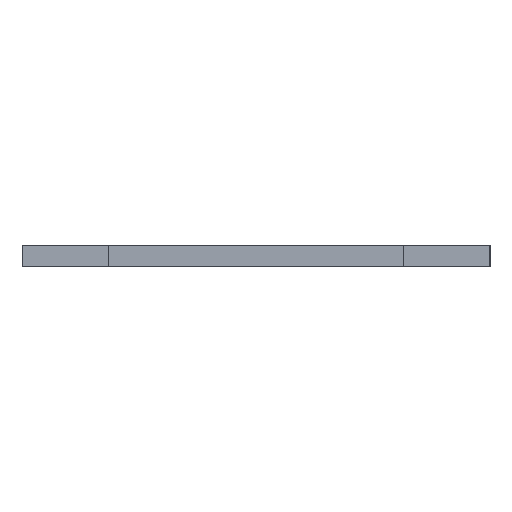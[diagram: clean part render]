
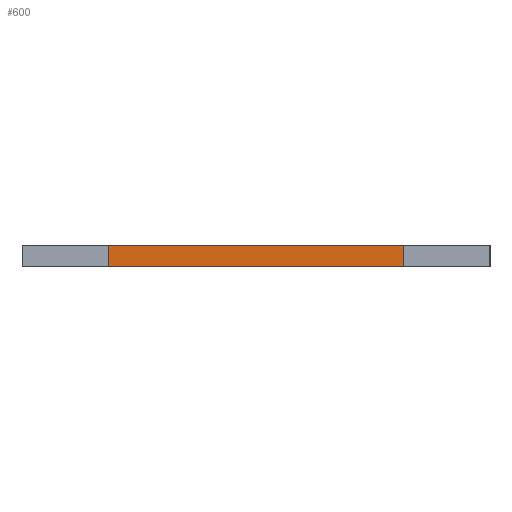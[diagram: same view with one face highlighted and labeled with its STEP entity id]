
A CAD part, front view. The second image highlights one B-rep face of the part: STEP entity #600.
In plain terms, the highlighted planar face has unit normal (0, -1, 0).
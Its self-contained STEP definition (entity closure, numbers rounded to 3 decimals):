
#16 = CARTESIAN_POINT ( 'NONE',  ( 10.671, -24.225, 6.57 ) ) ;
#31 = EDGE_CURVE ( 'NONE', #677, #197, #199, .T. ) ;
#122 = EDGE_CURVE ( 'NONE', #677, #631, #629, .T. ) ;
#129 = EDGE_CURVE ( 'NONE', #631, #236, #713, .T. ) ;
#131 = DIRECTION ( 'NONE',  ( 0., 0., 1. ) ) ;
#152 = CARTESIAN_POINT ( 'NONE',  ( -10.671, -24.225, 5. ) ) ;
#183 = DIRECTION ( 'NONE',  ( 1., 0., 0. ) ) ;
#197 = VERTEX_POINT ( 'NONE', #152 ) ;
#199 = LINE ( 'NONE', #434, #734 ) ;
#215 = ORIENTED_EDGE ( 'NONE', *, *, #129, .F. ) ;
#236 = VERTEX_POINT ( 'NONE', #582 ) ;
#260 = VECTOR ( 'NONE', #463, 1000. ) ;
#266 = DIRECTION ( 'NONE',  ( 0., 0., -1. ) ) ;
#382 = VECTOR ( 'NONE', #471, 1000. ) ;
#412 = CARTESIAN_POINT ( 'NONE',  ( -10.671, -24.225, 6.57 ) ) ;
#434 = CARTESIAN_POINT ( 'NONE',  ( -10.671, -24.225, 6.57 ) ) ;
#463 = DIRECTION ( 'NONE',  ( 1., 0., 0. ) ) ;
#471 = DIRECTION ( 'NONE',  ( 0., 0., -1. ) ) ;
#478 = ORIENTED_EDGE ( 'NONE', *, *, #534, .T. ) ;
#479 = ORIENTED_EDGE ( 'NONE', *, *, #122, .F. ) ;
#515 = FACE_OUTER_BOUND ( 'NONE', #731, .T. ) ;
#518 = VECTOR ( 'NONE', #183, 1000. ) ;
#529 = CARTESIAN_POINT ( 'NONE',  ( 10.671, -24.225, 6.57 ) ) ;
#534 = EDGE_CURVE ( 'NONE', #197, #236, #616, .T. ) ;
#548 = ORIENTED_EDGE ( 'NONE', *, *, #31, .T. ) ;
#582 = CARTESIAN_POINT ( 'NONE',  ( 10.671, -24.225, 5. ) ) ;
#600 = ADVANCED_FACE ( 'NONE', ( #515 ), #696, .F. ) ;
#616 = LINE ( 'NONE', #744, #518 ) ;
#629 = LINE ( 'NONE', #764, #260 ) ;
#631 = VERTEX_POINT ( 'NONE', #16 ) ;
#645 = CARTESIAN_POINT ( 'NONE',  ( 0., -24.225, 6.57 ) ) ;
#677 = VERTEX_POINT ( 'NONE', #412 ) ;
#696 = PLANE ( 'NONE',  #813 ) ;
#713 = LINE ( 'NONE', #529, #382 ) ;
#731 = EDGE_LOOP ( 'NONE', ( #479, #548, #478, #215 ) ) ;
#734 = VECTOR ( 'NONE', #266, 1000. ) ;
#744 = CARTESIAN_POINT ( 'NONE',  ( 0., -24.225, 5. ) ) ;
#759 = DIRECTION ( 'NONE',  ( 0., 1., 0. ) ) ;
#764 = CARTESIAN_POINT ( 'NONE',  ( 0., -24.225, 6.57 ) ) ;
#813 = AXIS2_PLACEMENT_3D ( 'NONE', #645, #759, #131 ) ;
